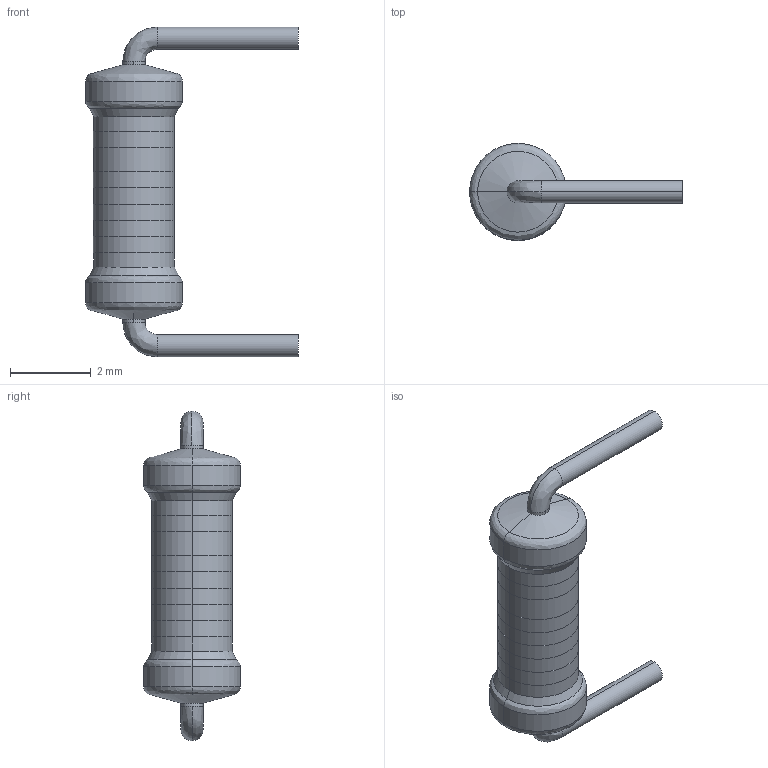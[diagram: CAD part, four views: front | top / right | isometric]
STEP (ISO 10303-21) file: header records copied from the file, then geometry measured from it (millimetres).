
FILE_DESCRIPTION (( 'STEP AP214' ), '1' );
FILE_NAME ('User Library-CFR-25 CFR50S (300mils)-2.STEP', '2017-06-13T13:35:31', ( 'Windows User' ), ( '' ), 'SwSTEP 2.0', 'SolidWorks 2017', '' );
FILE_SCHEMA (( 'AUTOMOTIVE_DESIGN' ));
Length unit declared in the file: millimetre
Products named in the file (7): User Library-CFR-25 CFR50S (300mils)-2_Band2; User Library-CFR-25 CFR50S (300mils)-2_Band4; User Library-CFR-25 CFR50S (300mils)-2_Band1; User Library-CFR-25 CFR50S (300mils)-2; User Library-CFR-25 CFR50S (300mils)-2_Leads; User Library-CFR-25 CFR50S (300mils)-2_Core; User Library-CFR-25 CFR50S (300mils)-2_Band3
Assembly tree (6 placements, depth 2):
  User Library-CFR-25 CFR50S (300mils)-2
    User Library-CFR-25 CFR50S (300mils)-2_Band1
    User Library-CFR-25 CFR50S (300mils)-2_Band4
    User Library-CFR-25 CFR50S (300mils)-2_Band2
    User Library-CFR-25 CFR50S (300mils)-2_Band3
    User Library-CFR-25 CFR50S (300mils)-2_Core
    User Library-CFR-25 CFR50S (300mils)-2_Leads
Bounding box: 5.28 x 2.4 x 8.17 mm (x, y, z)
Volume: 30.2 mm3; surface area: 111 mm2
Topology: 6 solids, 6 shells, 54 faces, 102 edges, 62 vertices
Faces by surface type: cylinder 20, plane 14, bspline 12, cone 8
Entity records: 2388 total; most frequent: CARTESIAN_POINT 407, DIRECTION 278, ORIENTED_EDGE 204, AXIS2_PLACEMENT_3D 125, EDGE_CURVE 102, CIRCLE 74, UNCERTAINTY_MEASURE_WITH_UNIT 73, SURFACE_STYLE_USAGE 66
